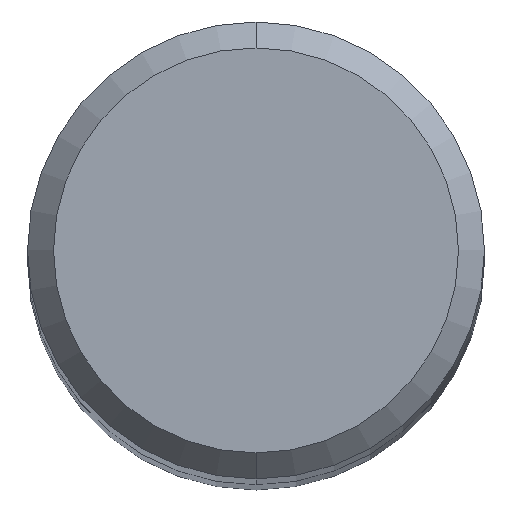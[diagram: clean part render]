
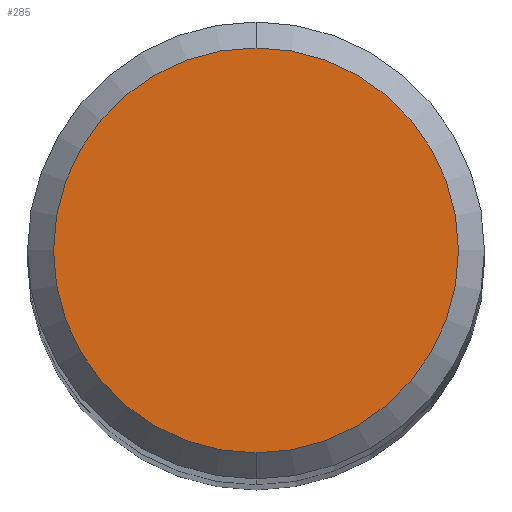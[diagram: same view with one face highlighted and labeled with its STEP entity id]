
A CAD part, top view. The second image highlights one B-rep face of the part: STEP entity #285.
In plain terms, the highlighted planar face has unit normal (0, 0, 1).
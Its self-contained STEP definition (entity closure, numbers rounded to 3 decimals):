
#245=VERTEX_POINT('',#529);
#285=ADVANCED_FACE('',(#572),#573,.T.);
#299=VERTEX_POINT('',#588);
#369=EDGE_CURVE('',#299,#245,#666,.T.);
#375=EDGE_CURVE('',#245,#299,#672,.T.);
#529=CARTESIAN_POINT('',(0.,-3.9,0.0));
#572=FACE_OUTER_BOUND('',#1051,.T.);
#573=PLANE('',#1052);
#588=CARTESIAN_POINT('',(0.0,3.9,0.0));
#666=CIRCLE('',#1217,3.9);
#672=CIRCLE('',#1226,3.9);
#1051=EDGE_LOOP('',(#1480,#1481));
#1052=AXIS2_PLACEMENT_3D('',#1482,#1483,#1484);
#1217=AXIS2_PLACEMENT_3D('',#1597,#1598,#1599);
#1226=AXIS2_PLACEMENT_3D('',#1601,#1602,#1603);
#1480=ORIENTED_EDGE('',*,*,#369,.F.);
#1481=ORIENTED_EDGE('',*,*,#375,.F.);
#1482=CARTESIAN_POINT('',(0.0,1.95,0.0));
#1483=DIRECTION('',(-0.0,0.0,1.0));
#1484=DIRECTION('',(0.0,-1.0,0.0));
#1597=CARTESIAN_POINT('',(0.0,0.0,0.0));
#1598=DIRECTION('',(0.0,0.0,-1.0));
#1599=DIRECTION('',(0.0,1.0,0.0));
#1601=CARTESIAN_POINT('',(0.0,0.0,0.0));
#1602=DIRECTION('',(0.0,0.0,-1.0));
#1603=DIRECTION('',(0.0,1.0,0.0));
